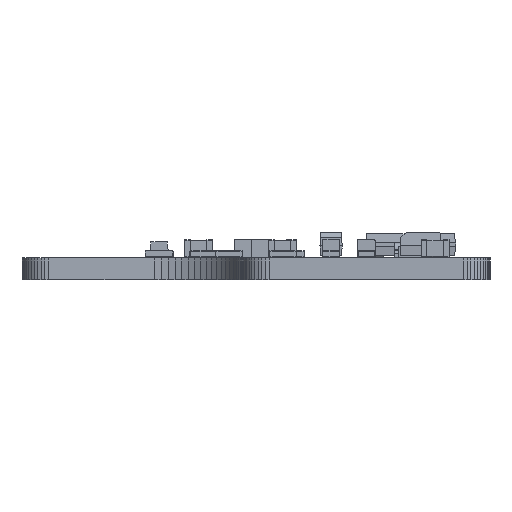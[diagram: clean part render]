
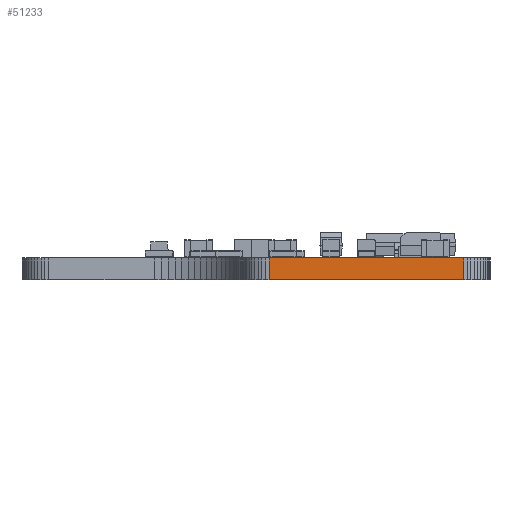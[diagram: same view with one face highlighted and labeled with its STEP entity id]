
A CAD part, left-side view. The second image highlights one B-rep face of the part: STEP entity #51233.
In plain terms, the highlighted planar face has unit normal (-1, 0, 0).
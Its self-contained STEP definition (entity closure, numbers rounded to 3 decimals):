
#21146 = PLANE('',#21147);
#21147 = AXIS2_PLACEMENT_3D('',#21148,#21149,#21150);
#21148 = CARTESIAN_POINT('',(137.032,-79.705,1.58));
#21149 = DIRECTION('',(-0.,-0.,-1.));
#21150 = DIRECTION('',(-1.,0.,0.));
#21200 = PLANE('',#21201);
#21201 = AXIS2_PLACEMENT_3D('',#21202,#21203,#21204);
#21202 = CARTESIAN_POINT('',(137.032,-79.705,0.));
#21203 = DIRECTION('',(-0.,-0.,-1.));
#21204 = DIRECTION('',(-1.,0.,0.));
#24333 = VERTEX_POINT('',#24334);
#24334 = CARTESIAN_POINT('',(90.805,-94.615,0.));
#24348 = PLANE('',#24349);
#24349 = AXIS2_PLACEMENT_3D('',#24350,#24351,#24352);
#24350 = CARTESIAN_POINT('',(90.824,-94.886,0.));
#24351 = DIRECTION('',(-0.997,-0.071,0.));
#24352 = DIRECTION('',(-0.071,0.997,0.));
#24360 = EDGE_CURVE('',#24333,#24361,#24363,.T.);
#24361 = VERTEX_POINT('',#24362);
#24362 = CARTESIAN_POINT('',(90.805,-80.645,0.));
#24363 = SURFACE_CURVE('',#24364,(#24368,#24375),.PCURVE_S1.);
#24364 = LINE('',#24365,#24366);
#24365 = CARTESIAN_POINT('',(90.805,-94.615,0.));
#24366 = VECTOR('',#24367,1.);
#24367 = DIRECTION('',(0.,1.,0.));
#24368 = PCURVE('',#21200,#24369);
#24369 = DEFINITIONAL_REPRESENTATION('',(#24370),#24374);
#24370 = LINE('',#24371,#24372);
#24371 = CARTESIAN_POINT('',(46.227,-14.91));
#24372 = VECTOR('',#24373,1.);
#24373 = DIRECTION('',(0.,1.));
#24374 = ( GEOMETRIC_REPRESENTATION_CONTEXT(2) 
PARAMETRIC_REPRESENTATION_CONTEXT() REPRESENTATION_CONTEXT('2D SPACE',''
  ) );
#24375 = PCURVE('',#24376,#24381);
#24376 = PLANE('',#24377);
#24377 = AXIS2_PLACEMENT_3D('',#24378,#24379,#24380);
#24378 = CARTESIAN_POINT('',(90.805,-94.615,0.));
#24379 = DIRECTION('',(-1.,0.,0.));
#24380 = DIRECTION('',(0.,1.,0.));
#24381 = DEFINITIONAL_REPRESENTATION('',(#24382),#24386);
#24382 = LINE('',#24383,#24384);
#24383 = CARTESIAN_POINT('',(0.,0.));
#24384 = VECTOR('',#24385,1.);
#24385 = DIRECTION('',(1.,0.));
#24386 = ( GEOMETRIC_REPRESENTATION_CONTEXT(2) 
PARAMETRIC_REPRESENTATION_CONTEXT() REPRESENTATION_CONTEXT('2D SPACE',''
  ) );
#24404 = PLANE('',#24405);
#24405 = AXIS2_PLACEMENT_3D('',#24406,#24407,#24408);
#24406 = CARTESIAN_POINT('',(90.805,-80.645,0.));
#24407 = DIRECTION('',(-0.997,0.071,0.));
#24408 = DIRECTION('',(0.071,0.997,0.));
#38863 = VERTEX_POINT('',#38864);
#38864 = CARTESIAN_POINT('',(90.805,-94.615,1.58));
#38885 = EDGE_CURVE('',#38863,#38886,#38888,.T.);
#38886 = VERTEX_POINT('',#38887);
#38887 = CARTESIAN_POINT('',(90.805,-80.645,1.58));
#38888 = SURFACE_CURVE('',#38889,(#38893,#38900),.PCURVE_S1.);
#38889 = LINE('',#38890,#38891);
#38890 = CARTESIAN_POINT('',(90.805,-94.615,1.58));
#38891 = VECTOR('',#38892,1.);
#38892 = DIRECTION('',(0.,1.,0.));
#38893 = PCURVE('',#21146,#38894);
#38894 = DEFINITIONAL_REPRESENTATION('',(#38895),#38899);
#38895 = LINE('',#38896,#38897);
#38896 = CARTESIAN_POINT('',(46.227,-14.91));
#38897 = VECTOR('',#38898,1.);
#38898 = DIRECTION('',(0.,1.));
#38899 = ( GEOMETRIC_REPRESENTATION_CONTEXT(2) 
PARAMETRIC_REPRESENTATION_CONTEXT() REPRESENTATION_CONTEXT('2D SPACE',''
  ) );
#38900 = PCURVE('',#24376,#38901);
#38901 = DEFINITIONAL_REPRESENTATION('',(#38902),#38906);
#38902 = LINE('',#38903,#38904);
#38903 = CARTESIAN_POINT('',(0.,-1.58));
#38904 = VECTOR('',#38905,1.);
#38905 = DIRECTION('',(1.,0.));
#38906 = ( GEOMETRIC_REPRESENTATION_CONTEXT(2) 
PARAMETRIC_REPRESENTATION_CONTEXT() REPRESENTATION_CONTEXT('2D SPACE',''
  ) );
#51183 = EDGE_CURVE('',#24361,#38886,#51184,.T.);
#51184 = SURFACE_CURVE('',#51185,(#51189,#51196),.PCURVE_S1.);
#51185 = LINE('',#51186,#51187);
#51186 = CARTESIAN_POINT('',(90.805,-80.645,0.));
#51187 = VECTOR('',#51188,1.);
#51188 = DIRECTION('',(0.,0.,1.));
#51189 = PCURVE('',#24404,#51190);
#51190 = DEFINITIONAL_REPRESENTATION('',(#51191),#51195);
#51191 = LINE('',#51192,#51193);
#51192 = CARTESIAN_POINT('',(0.,0.));
#51193 = VECTOR('',#51194,1.);
#51194 = DIRECTION('',(0.,-1.));
#51195 = ( GEOMETRIC_REPRESENTATION_CONTEXT(2) 
PARAMETRIC_REPRESENTATION_CONTEXT() REPRESENTATION_CONTEXT('2D SPACE',''
  ) );
#51196 = PCURVE('',#24376,#51197);
#51197 = DEFINITIONAL_REPRESENTATION('',(#51198),#51202);
#51198 = LINE('',#51199,#51200);
#51199 = CARTESIAN_POINT('',(13.97,0.));
#51200 = VECTOR('',#51201,1.);
#51201 = DIRECTION('',(0.,-1.));
#51202 = ( GEOMETRIC_REPRESENTATION_CONTEXT(2) 
PARAMETRIC_REPRESENTATION_CONTEXT() REPRESENTATION_CONTEXT('2D SPACE',''
  ) );
#51233 = ADVANCED_FACE('',(#51234),#24376,.T.);
#51234 = FACE_BOUND('',#51235,.T.);
#51235 = EDGE_LOOP('',(#51236,#51257,#51258,#51259));
#51236 = ORIENTED_EDGE('',*,*,#51237,.T.);
#51237 = EDGE_CURVE('',#24333,#38863,#51238,.T.);
#51238 = SURFACE_CURVE('',#51239,(#51243,#51250),.PCURVE_S1.);
#51239 = LINE('',#51240,#51241);
#51240 = CARTESIAN_POINT('',(90.805,-94.615,0.));
#51241 = VECTOR('',#51242,1.);
#51242 = DIRECTION('',(0.,0.,1.));
#51243 = PCURVE('',#24376,#51244);
#51244 = DEFINITIONAL_REPRESENTATION('',(#51245),#51249);
#51245 = LINE('',#51246,#51247);
#51246 = CARTESIAN_POINT('',(0.,0.));
#51247 = VECTOR('',#51248,1.);
#51248 = DIRECTION('',(0.,-1.));
#51249 = ( GEOMETRIC_REPRESENTATION_CONTEXT(2) 
PARAMETRIC_REPRESENTATION_CONTEXT() REPRESENTATION_CONTEXT('2D SPACE',''
  ) );
#51250 = PCURVE('',#24348,#51251);
#51251 = DEFINITIONAL_REPRESENTATION('',(#51252),#51256);
#51252 = LINE('',#51253,#51254);
#51253 = CARTESIAN_POINT('',(0.272,0.));
#51254 = VECTOR('',#51255,1.);
#51255 = DIRECTION('',(0.,-1.));
#51256 = ( GEOMETRIC_REPRESENTATION_CONTEXT(2) 
PARAMETRIC_REPRESENTATION_CONTEXT() REPRESENTATION_CONTEXT('2D SPACE',''
  ) );
#51257 = ORIENTED_EDGE('',*,*,#38885,.T.);
#51258 = ORIENTED_EDGE('',*,*,#51183,.F.);
#51259 = ORIENTED_EDGE('',*,*,#24360,.F.);
